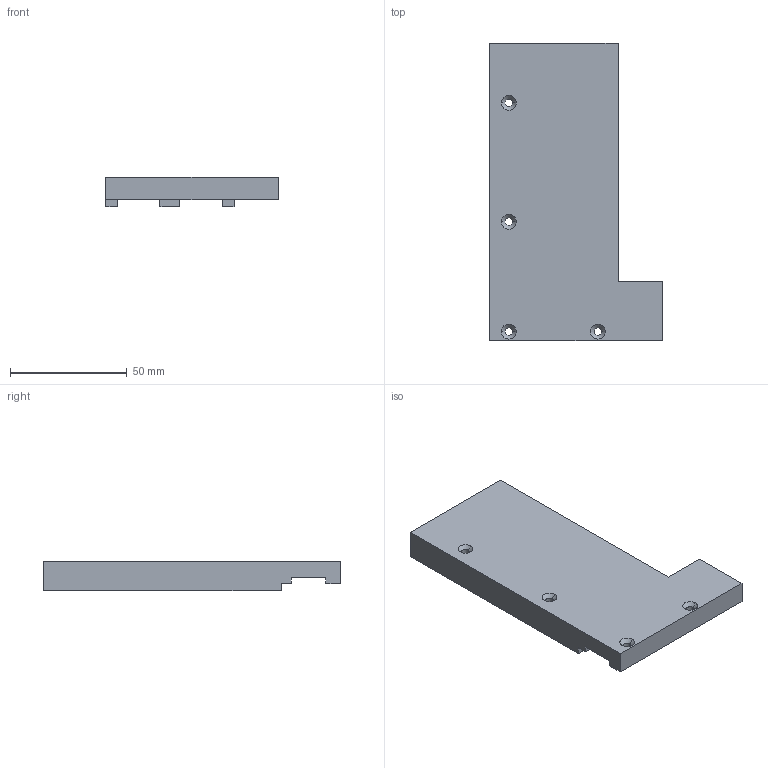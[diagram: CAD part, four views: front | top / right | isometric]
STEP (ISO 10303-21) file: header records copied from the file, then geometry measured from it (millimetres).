
FILE_DESCRIPTION (( 'STEP AP214' ), '1' );
FILE_NAME ('Dispenser Right Side.STEP', '2017-11-20T05:47:31', ( '' ), ( '' ), 'SwSTEP 2.0', 'SolidWorks 2017', '' );
FILE_SCHEMA (( 'AUTOMOTIVE_DESIGN' ));
Length unit declared in the file: inch
Products named in the file (1): Dispenser Right Side
Bounding box: 73.66 x 127 x 12.7 mm (x, y, z)
Volume: 70598.2 mm3; surface area: 22322.4 mm2
Topology: 1 solids, 1 shells, 44 faces, 115 edges, 73 vertices
Faces by surface type: plane 28, cone 8, cylinder 8
Entity records: 1391 total; most frequent: CARTESIAN_POINT 233, ORIENTED_EDGE 230, DIRECTION 229, EDGE_CURVE 115, LINE 91, VECTOR 91, VERTEX_POINT 73, AXIS2_PLACEMENT_3D 69
